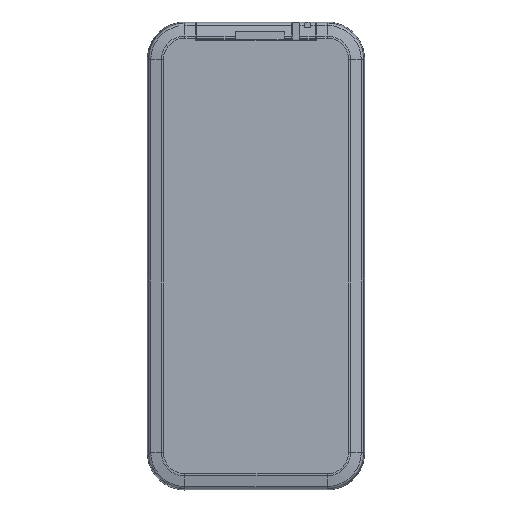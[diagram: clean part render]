
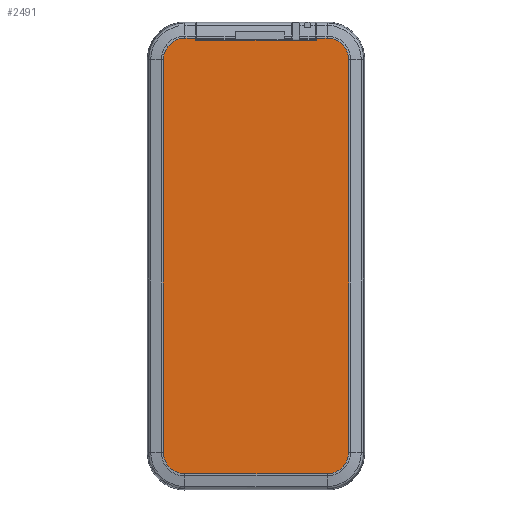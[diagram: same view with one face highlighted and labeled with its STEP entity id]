
A CAD part, top view. The second image highlights one B-rep face of the part: STEP entity #2491.
In plain terms, the highlighted planar face has unit normal (0, 0, 1).
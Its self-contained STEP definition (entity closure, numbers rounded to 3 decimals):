
#20 = CARTESIAN_POINT ( 'NONE',  ( 0., 0., 6.5 ) ) ;
#29 = VERTEX_POINT ( 'NONE', #2383 ) ;
#86 = CARTESIAN_POINT ( 'NONE',  ( -1041.396, 114.173, 6.5 ) ) ;
#92 = DIRECTION ( 'NONE',  ( 1., 0., 0. ) ) ;
#97 = CARTESIAN_POINT ( 'NONE',  ( -1072.128, 114.467, 6.5 ) ) ;
#135 = VERTEX_POINT ( 'NONE', #679 ) ;
#141 = EDGE_CURVE ( 'NONE', #1259, #3097, #1592, .T. ) ;
#432 = CARTESIAN_POINT ( 'NONE',  ( -1040.222, 115.201, 6.5 ) ) ;
#439 = CARTESIAN_POINT ( 'NONE',  ( -1073.155, 115.641, 6.5 ) ) ;
#449 = VERTEX_POINT ( 'NONE', #2901 ) ;
#476 = EDGE_CURVE ( 'NONE', #29, #4470, #3974, .T. ) ;
#619 = DIRECTION ( 'NONE',  ( 0., 1., 0. ) ) ;
#635 = VERTEX_POINT ( 'NONE', #3707 ) ;
#651 = EDGE_CURVE ( 'NONE', #3047, #4470, #4356, .T. ) ;
#679 = CARTESIAN_POINT ( 'NONE',  ( -1069.692, 113.673, 6.5 ) ) ;
#765 = CARTESIAN_POINT ( 'NONE',  ( -1039.531, 116.599, 6.5 ) ) ;
#775 = CARTESIAN_POINT ( 'NONE',  ( -1073.656, 117.118, 6.5 ) ) ;
#985 = CARTESIAN_POINT ( 'NONE',  ( -1041.07, 194.2, 6.5 ) ) ;
#1032 = DIRECTION ( 'NONE',  ( -1., 0., 0. ) ) ;
#1036 = CARTESIAN_POINT ( 'NONE',  ( -1039.428, 190.237, 6.5 ) ) ;
#1082 = EDGE_CURVE ( 'NONE', #1512, #29, #3858, .T. ) ;
#1117 = B_SPLINE_CURVE_WITH_KNOTS ( 'NONE', 3,
 ( #3891, #2852, #4239, #2169, #97, #2518, #439, #2865, #775, #3203 ),
 .UNSPECIFIED., .F., .F.,
 ( 4, 2, 2, 2, 4 ),
 ( 0., 0.25, 0.5, 0.75, 1. ),
 .UNSPECIFIED. ) ;
#1121 = CARTESIAN_POINT ( 'NONE',  ( -1039.428, 117.637, 6.5 ) ) ;
#1158 = CARTESIAN_POINT ( 'NONE',  ( -1039.428, 190.237, 6.5 ) ) ;
#1222 = ORIENTED_EDGE ( 'NONE', *, *, #1786, .F. ) ;
#1259 = VERTEX_POINT ( 'NONE', #3282 ) ;
#1303 = VECTOR ( 'NONE', #92, 1000. ) ;
#1378 = CARTESIAN_POINT ( 'NONE',  ( -1067.686, 200.358, 6.5 ) ) ;
#1464 = VERTEX_POINT ( 'NONE', #2629 ) ;
#1474 = CARTESIAN_POINT ( 'NONE',  ( -1045.398, 194.2, 6.5 ) ) ;
#1512 = VERTEX_POINT ( 'NONE', #1888 ) ;
#1572 = CARTESIAN_POINT ( 'NONE',  ( -1073.656, 192.559, 6.5 ) ) ;
#1579 = ORIENTED_EDGE ( 'NONE', *, *, #3950, .F. ) ;
#1587 = CARTESIAN_POINT ( 'NONE',  ( -1072.014, 194.2, 6.5 ) ) ;
#1592 =( BOUNDED_CURVE ( )  B_SPLINE_CURVE ( 3, ( #1669, #985, #2258, #1036 ),
 .UNSPECIFIED., .F., .T. ) 
 B_SPLINE_CURVE_WITH_KNOTS ( ( 4, 4 ),
 ( 0., 1. ),
 .UNSPECIFIED. ) 
 CURVE ( )  GEOMETRIC_REPRESENTATION_ITEM ( )  RATIONAL_B_SPLINE_CURVE ( ( 1., 0.805, 0.805, 1. ) ) 
 REPRESENTATION_ITEM ( '' )  );
#1609 = CARTESIAN_POINT ( 'NONE',  ( -1039.428, 117.637, 6.5 ) ) ;
#1614 = LINE ( 'NONE', #2035, #4288 ) ;
#1669 = CARTESIAN_POINT ( 'NONE',  ( -1043.392, 194.2, 6.5 ) ) ;
#1697 = B_SPLINE_CURVE_WITH_KNOTS ( 'NONE', 3,
 ( #1121, #3567, #765, #2857, #432, #2506, #86, #2162, #4227, #1805 ),
 .UNSPECIFIED., .F., .F.,
 ( 4, 2, 2, 2, 4 ),
 ( 0., 0.25, 0.5, 0.75, 1. ),
 .UNSPECIFIED. ) ;
#1731 = PLANE ( 'NONE',  #4398 ) ;
#1786 = EDGE_CURVE ( 'NONE', #635, #135, #1933, .T. ) ;
#1805 = CARTESIAN_POINT ( 'NONE',  ( -1043.392, 113.673, 6.5 ) ) ;
#1888 = CARTESIAN_POINT ( 'NONE',  ( -1067.686, 194.2, 6.5 ) ) ;
#1919 = CARTESIAN_POINT ( 'NONE',  ( -1073.656, 190.237, 6.5 ) ) ;
#1933 = LINE ( 'NONE', #3158, #3669 ) ;
#1957 = LINE ( 'NONE', #2604, #2773 ) ;
#1976 = CARTESIAN_POINT ( 'NONE',  ( -1045.398, 193.762, 6.5 ) ) ;
#2035 = CARTESIAN_POINT ( 'NONE',  ( -1073.656, 0., 6.5 ) ) ;
#2162 = CARTESIAN_POINT ( 'NONE',  ( -1042.354, 113.776, 6.5 ) ) ;
#2169 = CARTESIAN_POINT ( 'NONE',  ( -1071.688, 114.173, 6.5 ) ) ;
#2184 = CARTESIAN_POINT ( 'NONE',  ( -1039.428, 190.237, 6.5 ) ) ;
#2258 = CARTESIAN_POINT ( 'NONE',  ( -1039.428, 192.559, 6.5 ) ) ;
#2383 = CARTESIAN_POINT ( 'NONE',  ( -1067.686, 193.762, 6.5 ) ) ;
#2416 = FACE_OUTER_BOUND ( 'NONE', #4442, .T. ) ;
#2428 = EDGE_CURVE ( 'NONE', #3631, #635, #1697, .T. ) ;
#2491 = ADVANCED_FACE ( 'NONE', ( #2416 ), #1731, .F. ) ;
#2506 = CARTESIAN_POINT ( 'NONE',  ( -1040.956, 114.467, 6.5 ) ) ;
#2511 = ORIENTED_EDGE ( 'NONE', *, *, #476, .F. ) ;
#2518 = CARTESIAN_POINT ( 'NONE',  ( -1072.862, 115.201, 6.5 ) ) ;
#2551 = CARTESIAN_POINT ( 'NONE',  ( -1045.398, 200.358, 6.5 ) ) ;
#2604 = CARTESIAN_POINT ( 'NONE',  ( -1045.398, 194.2, 6.5 ) ) ;
#2629 = CARTESIAN_POINT ( 'NONE',  ( -1073.656, 190.237, 6.5 ) ) ;
#2773 = VECTOR ( 'NONE', #3345, 1000. ) ;
#2791 = ORIENTED_EDGE ( 'NONE', *, *, #3221, .F. ) ;
#2852 = CARTESIAN_POINT ( 'NONE',  ( -1070.211, 113.673, 6.5 ) ) ;
#2857 = CARTESIAN_POINT ( 'NONE',  ( -1039.929, 115.641, 6.5 ) ) ;
#2865 = CARTESIAN_POINT ( 'NONE',  ( -1073.552, 116.599, 6.5 ) ) ;
#2892 = ORIENTED_EDGE ( 'NONE', *, *, #4264, .F. ) ;
#2901 = CARTESIAN_POINT ( 'NONE',  ( -1069.692, 194.2, 6.5 ) ) ;
#2942 = ORIENTED_EDGE ( 'NONE', *, *, #4095, .F. ) ;
#3012 = ORIENTED_EDGE ( 'NONE', *, *, #2428, .F. ) ;
#3047 = VERTEX_POINT ( 'NONE', #1474 ) ;
#3066 = EDGE_CURVE ( 'NONE', #3097, #3631, #4040, .T. ) ;
#3097 = VERTEX_POINT ( 'NONE', #1158 ) ;
#3104 = DIRECTION ( 'NONE',  ( 0., -1., 0. ) ) ;
#3114 = VECTOR ( 'NONE', #4269, 1000. ) ;
#3145 = LINE ( 'NONE', #3856, #4077 ) ;
#3158 = CARTESIAN_POINT ( 'NONE',  ( -1043.392, 113.673, 6.5 ) ) ;
#3161 = DIRECTION ( 'NONE',  ( 1., 0., 0. ) ) ;
#3203 = CARTESIAN_POINT ( 'NONE',  ( -1073.656, 117.637, 6.5 ) ) ;
#3221 = EDGE_CURVE ( 'NONE', #1464, #449, #3844, .T. ) ;
#3282 = CARTESIAN_POINT ( 'NONE',  ( -1043.392, 194.2, 6.5 ) ) ;
#3309 = ORIENTED_EDGE ( 'NONE', *, *, #1082, .F. ) ;
#3345 = DIRECTION ( 'NONE',  ( 1., 0., 0. ) ) ;
#3468 = DIRECTION ( 'NONE',  ( 0., 0., -1. ) ) ;
#3535 = ORIENTED_EDGE ( 'NONE', *, *, #141, .F. ) ;
#3567 = CARTESIAN_POINT ( 'NONE',  ( -1039.428, 117.118, 6.5 ) ) ;
#3631 = VERTEX_POINT ( 'NONE', #1609 ) ;
#3669 = VECTOR ( 'NONE', #4223, 1000. ) ;
#3707 = CARTESIAN_POINT ( 'NONE',  ( -1043.392, 113.673, 6.5 ) ) ;
#3727 = CARTESIAN_POINT ( 'NONE',  ( -1073.656, 117.637, 6.5 ) ) ;
#3750 = VECTOR ( 'NONE', #3104, 1000. ) ;
#3844 =( BOUNDED_CURVE ( )  B_SPLINE_CURVE ( 3, ( #1919, #1572, #1587, #4030 ),
 .UNSPECIFIED., .F., .T. ) 
 B_SPLINE_CURVE_WITH_KNOTS ( ( 4, 4 ),
 ( 0., 1. ),
 .UNSPECIFIED. ) 
 CURVE ( )  GEOMETRIC_REPRESENTATION_ITEM ( )  RATIONAL_B_SPLINE_CURVE ( ( 1., 0.805, 0.805, 1. ) ) 
 REPRESENTATION_ITEM ( '' )  );
#3856 = CARTESIAN_POINT ( 'NONE',  ( -1069.692, 194.2, 6.5 ) ) ;
#3858 = LINE ( 'NONE', #1378, #3750 ) ;
#3891 = CARTESIAN_POINT ( 'NONE',  ( -1069.692, 113.673, 6.5 ) ) ;
#3950 = EDGE_CURVE ( 'NONE', #3047, #1259, #1957, .T. ) ;
#3974 = LINE ( 'NONE', #4418, #1303 ) ;
#4005 = VERTEX_POINT ( 'NONE', #3727 ) ;
#4030 = CARTESIAN_POINT ( 'NONE',  ( -1069.692, 194.2, 6.5 ) ) ;
#4040 = LINE ( 'NONE', #2184, #3114 ) ;
#4068 = ORIENTED_EDGE ( 'NONE', *, *, #3066, .F. ) ;
#4070 = DIRECTION ( 'NONE',  ( 0., -1., 0. ) ) ;
#4075 = ORIENTED_EDGE ( 'NONE', *, *, #651, .T. ) ;
#4077 = VECTOR ( 'NONE', #3161, 1000. ) ;
#4095 = EDGE_CURVE ( 'NONE', #4005, #1464, #1614, .T. ) ;
#4216 = EDGE_CURVE ( 'NONE', #449, #1512, #3145, .T. ) ;
#4223 = DIRECTION ( 'NONE',  ( -1., 0., 0. ) ) ;
#4227 = CARTESIAN_POINT ( 'NONE',  ( -1042.873, 113.673, 6.5 ) ) ;
#4239 = CARTESIAN_POINT ( 'NONE',  ( -1070.729, 113.776, 6.5 ) ) ;
#4264 = EDGE_CURVE ( 'NONE', #135, #4005, #1117, .T. ) ;
#4269 = DIRECTION ( 'NONE',  ( 0., -1., 0. ) ) ;
#4288 = VECTOR ( 'NONE', #619, 1000. ) ;
#4355 = ORIENTED_EDGE ( 'NONE', *, *, #4216, .F. ) ;
#4356 = LINE ( 'NONE', #2551, #4465 ) ;
#4398 = AXIS2_PLACEMENT_3D ( 'NONE', #20, #3468, #1032 ) ;
#4418 = CARTESIAN_POINT ( 'NONE',  ( 0., 193.762, 6.5 ) ) ;
#4442 = EDGE_LOOP ( 'NONE', ( #4355, #2791, #2942, #2892, #1222, #3012, #4068, #3535, #1579, #4075, #2511, #3309 ) ) ;
#4465 = VECTOR ( 'NONE', #4070, 1000. ) ;
#4470 = VERTEX_POINT ( 'NONE', #1976 ) ;
